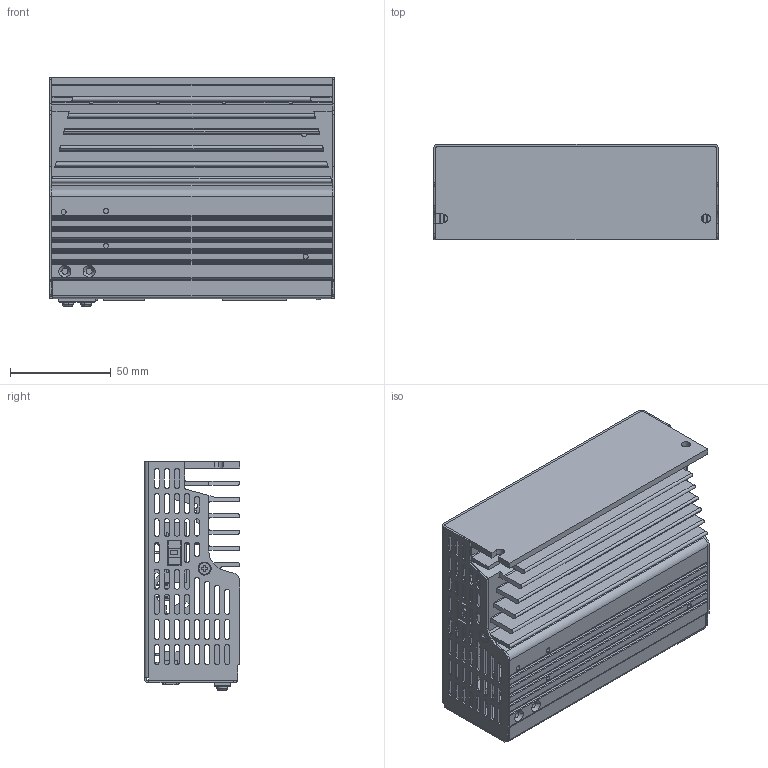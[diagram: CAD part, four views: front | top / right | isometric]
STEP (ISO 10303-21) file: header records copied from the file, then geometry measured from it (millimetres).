
FILE_DESCRIPTION (( 'STEP AP214' ), '1' );
FILE_NAME ('SRAC2.STEP', '2013-11-12T07:33:45', ( 'jrww' ), ( 'jrww' ), 'SwSTEP 2.0', 'SolidWorks 2011', '' );
FILE_SCHEMA (( 'AUTOMOTIVE_DESIGN' ));
Length unit declared in the file: millimetre
Products named in the file (17): 坋趼麥芛蹟隊; SRAC2-2p7.62脣釱; srac2-4p-5.08脣釱; ｽﾓｵﾘﾂﾝﾋｨ｣ﾍ｣ｳ; 菜え; 諉華蹟隊盓殤; srac2-4-b畢鎢羲壽; srac2-8-b畢鎢羲壽; L16羲壽; SRAC2-奻裔掘爺; SRAC2-籵捅諳; SRAC2-µÆlinght; SRAC2-萇弇ん; SRAC2-8-3.81; SRAC2-pcb; SRAC2散热器带风扇; SRAC2
Assembly tree (19 placements, depth 2):
  SRAC2
    SRAC2-8-3.81
    SRAC2-pcb
    L16羲壽
    SRAC2-萇弇ん
    SRAC2-µÆlinght
    SRAC2-籵捅諳
    SRAC2-奻裔掘爺
    srac2-8-b畢鎢羲壽
    srac2-4-b畢鎢羲壽
    諉華蹟隊盓殤
    菜え  x2
    ｽﾓｵﾘﾂﾝﾋｨ｣ﾍ｣ｳ  x2
    srac2-4p-5.08脣釱
    SRAC2-2p7.62脣釱
    坋趼麥芛蹟隊  x2
    SRAC2散热器带风扇
Bounding box: 141.2 x 47.5 x 113.7 mm (x, y, z)
Volume: 200159.7 mm3; surface area: 179813.9 mm2
Topology: 19 solids, 19 shells, 2447 faces, 6716 edges, 4419 vertices
Faces by surface type: plane 1450, cylinder 637, bspline 316, cone 44
Entity records: 117179 total; most frequent: CARTESIAN_POINT 31320, ORIENTED_EDGE 13148, DIRECTION 11244, EDGE_CURVE 6574, VECTOR 4540, LINE 4540, VERTEX_POINT 4334, AXIS2_PLACEMENT_3D 3352
